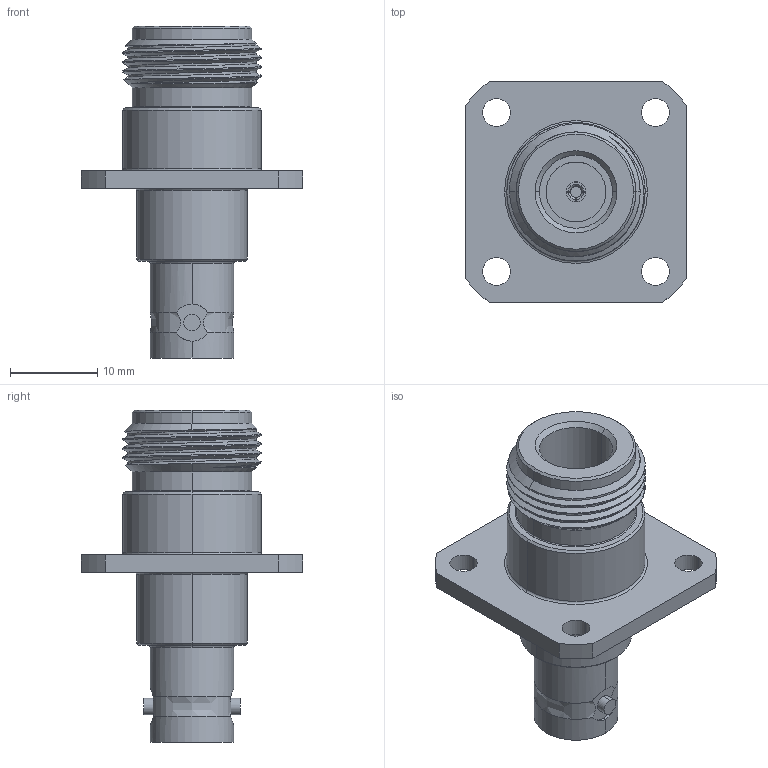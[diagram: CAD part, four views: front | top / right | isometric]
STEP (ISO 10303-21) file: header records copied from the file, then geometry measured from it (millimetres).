
FILE_DESCRIPTION (( 'STEP AP203' ), '1' );
FILE_NAME ('PE9238.step', '2018-07-18T14:23:53', ( '' ), ( '' ), 'SwSTEP 2.0', 'SolidWorks 2017', '' );
FILE_SCHEMA (( 'CONFIG_CONTROL_DESIGN' ));
Length unit declared in the file: inch
Products named in the file (1): PE9238
Bounding box: 25.4 x 25.4 x 38.1 mm (x, y, z)
Volume: 5065.5 mm3; surface area: 3792 mm2
Topology: 1 solids, 1 shells, 156 faces, 395 edges, 255 vertices
Faces by surface type: cylinder 68, plane 50, cone 23, torus 10, bspline 5
Entity records: 6890 total; most frequent: CARTESIAN_POINT 3112, ORIENTED_EDGE 790, DIRECTION 768, EDGE_CURVE 395, AXIS2_PLACEMENT_3D 313, VERTEX_POINT 255, EDGE_LOOP 178, CIRCLE 161
